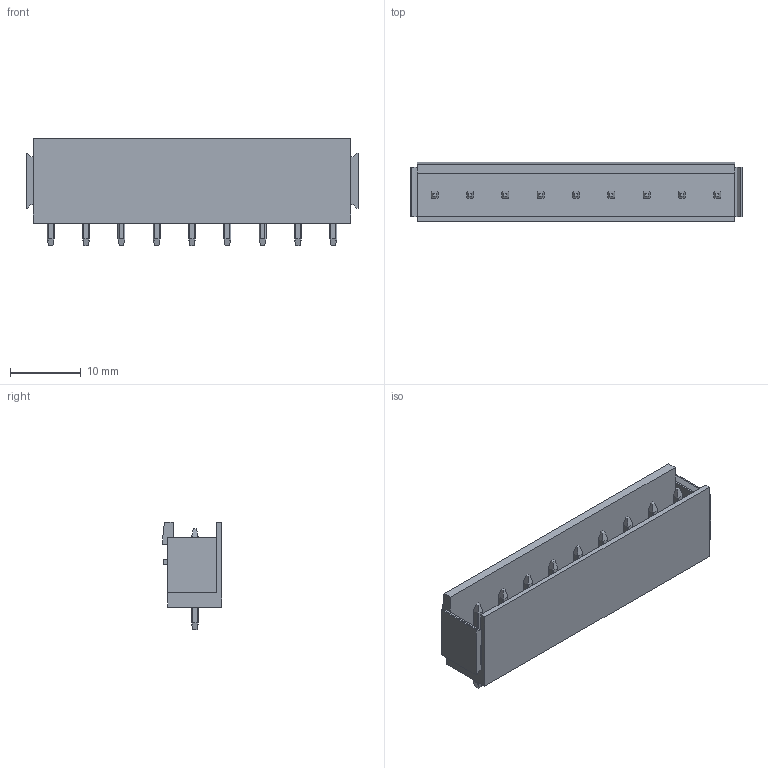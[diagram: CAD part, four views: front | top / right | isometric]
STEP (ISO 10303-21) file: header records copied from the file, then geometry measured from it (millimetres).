
FILE_DESCRIPTION(('CATIA V5 STEP Exchange','CAx-IF Rec.Pracs.--- Model Styling and Organization---1.2---2011-12-15'),'2;1');
FILE_NAME ('D1452966_0_1581850000_1581850000.stp','2018-10-12T04:52:26+00:00',('none'),('Weidmueller'),'CATIA Version 5-6 Release 2014','CATIA V5 STEP AP214','none');
FILE_SCHEMA(('AUTOMOTIVE_DESIGN { 1 0 10303 214 1 1 1 1 }'));
Length unit declared in the file: millimetre
Products named in the file (1): 1581850000
Bounding box: 47 x 8.43 x 15.2 mm (x, y, z)
Volume: 2082.5 mm3; surface area: 3506.6 mm2
Topology: 10 solids, 10 shells, 281 faces, 771 edges, 510 vertices
Faces by surface type: plane 207, cylinder 74
Entity records: 8370 total; most frequent: CARTESIAN_POINT 1988, ORIENTED_EDGE 1542, DIRECTION 923, EDGE_CURVE 771, VECTOR 547, LINE 547, VERTEX_POINT 510, EDGE_LOOP 299
